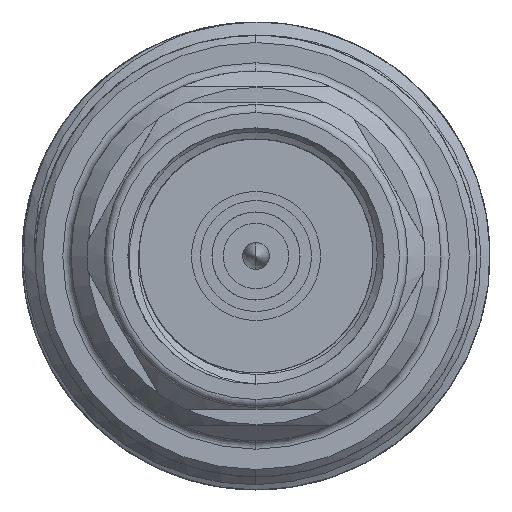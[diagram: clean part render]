
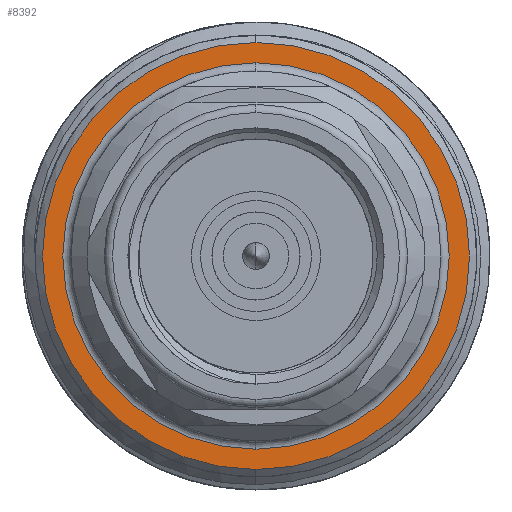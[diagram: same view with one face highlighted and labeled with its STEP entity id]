
A CAD part, left-side view. The second image highlights one B-rep face of the part: STEP entity #8392.
In plain terms, the highlighted face is planar.
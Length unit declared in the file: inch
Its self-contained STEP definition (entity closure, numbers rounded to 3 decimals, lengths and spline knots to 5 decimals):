
#301 = DIRECTION ( 'NONE',  ( 0., 0., 1. ) ) ;
#360 = CIRCLE ( 'NONE', #7283, 0.52087 ) ;
#696 = CARTESIAN_POINT ( 'NONE',  ( 0.41616, 0., 0. ) ) ;
#1154 = EDGE_LOOP ( 'NONE', ( #3518, #7810 ) ) ;
#1769 = CIRCLE ( 'NONE', #2564, 0.47132 ) ;
#2343 = AXIS2_PLACEMENT_3D ( 'NONE', #3299, #8796, #301 ) ;
#2442 = DIRECTION ( 'NONE',  ( 0., 0., 1. ) ) ;
#2564 = AXIS2_PLACEMENT_3D ( 'NONE', #696, #3568, #7327 ) ;
#2618 = EDGE_CURVE ( 'NONE', #10478, #11140, #1769, .T. ) ;
#2824 = CARTESIAN_POINT ( 'NONE',  ( 0.41616, 0., 0.52087 ) ) ;
#3299 = CARTESIAN_POINT ( 'NONE',  ( 0.41616, 0., 0. ) ) ;
#3518 = ORIENTED_EDGE ( 'NONE', *, *, #8699, .T. ) ;
#3568 = DIRECTION ( 'NONE',  ( -1., 0., 0. ) ) ;
#4013 = CARTESIAN_POINT ( 'NONE',  ( 0.41616, 0., -0.52087 ) ) ;
#4326 = ORIENTED_EDGE ( 'NONE', *, *, #7967, .T. ) ;
#4504 = FACE_BOUND ( 'NONE', #1154, .T. ) ;
#5181 = FACE_OUTER_BOUND ( 'NONE', #9142, .T. ) ;
#5486 = DIRECTION ( 'NONE',  ( -1., 0., 0. ) ) ;
#5543 = PLANE ( 'NONE',  #8854 ) ;
#6217 = CARTESIAN_POINT ( 'NONE',  ( 0.41616, 0., 0. ) ) ;
#6888 = CARTESIAN_POINT ( 'NONE',  ( 0.41616, 0., 0.47132 ) ) ;
#6977 = VERTEX_POINT ( 'NONE', #4013 ) ;
#7031 = CARTESIAN_POINT ( 'NONE',  ( 0.41616, 0., -0.47132 ) ) ;
#7251 = EDGE_CURVE ( 'NONE', #6977, #11408, #360, .T. ) ;
#7283 = AXIS2_PLACEMENT_3D ( 'NONE', #6217, #7385, #2442 ) ;
#7327 = DIRECTION ( 'NONE',  ( 0., 0., 1. ) ) ;
#7385 = DIRECTION ( 'NONE',  ( 1., 0., 0. ) ) ;
#7656 = CIRCLE ( 'NONE', #2343, 0.47132 ) ;
#7810 = ORIENTED_EDGE ( 'NONE', *, *, #2618, .T. ) ;
#7967 = EDGE_CURVE ( 'NONE', #11408, #6977, #9827, .T. ) ;
#8392 = ADVANCED_FACE ( 'NONE', ( #4504, #5181 ), #5543, .F. ) ;
#8465 = AXIS2_PLACEMENT_3D ( 'NONE', #11297, #11414, #8527 ) ;
#8527 = DIRECTION ( 'NONE',  ( 0., 0., 1. ) ) ;
#8699 = EDGE_CURVE ( 'NONE', #11140, #10478, #7656, .T. ) ;
#8796 = DIRECTION ( 'NONE',  ( -1., 0., 0. ) ) ;
#8854 = AXIS2_PLACEMENT_3D ( 'NONE', #12144, #5486, #12207 ) ;
#9142 = EDGE_LOOP ( 'NONE', ( #4326, #11438 ) ) ;
#9827 = CIRCLE ( 'NONE', #8465, 0.52087 ) ;
#10478 = VERTEX_POINT ( 'NONE', #7031 ) ;
#11140 = VERTEX_POINT ( 'NONE', #6888 ) ;
#11297 = CARTESIAN_POINT ( 'NONE',  ( 0.41616, 0., 0. ) ) ;
#11408 = VERTEX_POINT ( 'NONE', #2824 ) ;
#11414 = DIRECTION ( 'NONE',  ( 1., 0., 0. ) ) ;
#11438 = ORIENTED_EDGE ( 'NONE', *, *, #7251, .T. ) ;
#12144 = CARTESIAN_POINT ( 'NONE',  ( 0.41616, 0., 0. ) ) ;
#12207 = DIRECTION ( 'NONE',  ( 0., 0., 1. ) ) ;
